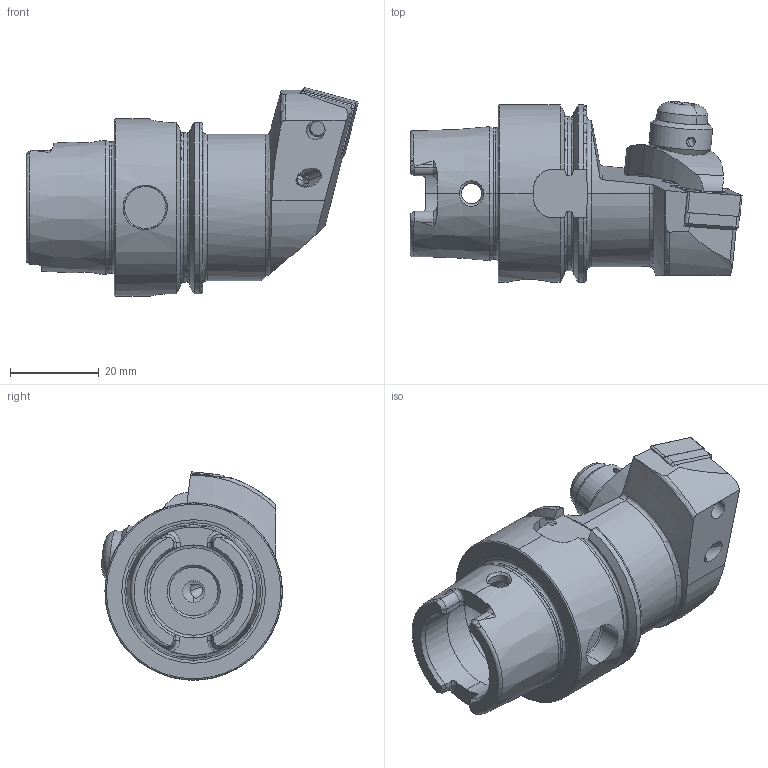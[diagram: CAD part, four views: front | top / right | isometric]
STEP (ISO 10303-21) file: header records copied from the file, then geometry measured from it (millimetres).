
FILE_DESCRIPTION (( 'STEP AP214' ), '1' );
FILE_NAME ('HA4.KSD.LBA.055.STEP', '2024-08-20T11:49:01', ( '' ), ( '' ), 'SwSTEP 2.0', 'SolidWorks 2022', '' );
FILE_SCHEMA (( 'AUTOMOTIVE_DESIGN' ));
Length unit declared in the file: millimetre
Products named in the file (10): WCC-ER5.102.012_B; HA4.KSD.LBA.055; WCC-ER3.102.024_C; ISO 13337 - 3 x 12_PreviewCfg; WCC-ER4.103.032_A; WCC-ER2.001.010_A; WSD-ER2.101.003_A; HA4-KSD.LBA.055_A_Fertigbearbeitung; SNMG120404; KVT_MB_600_040
Assembly tree (9 placements, depth 2):
  HA4.KSD.LBA.055
    HA4-KSD.LBA.055_A_Fertigbearbeitung
    WSD-ER2.101.003_A
    WCC-ER2.001.010_A
    SNMG120404
    WCC-ER3.102.024_C
    WCC-ER5.102.012_B
    WCC-ER4.103.032_A
    ISO 13337 - 3 x 12_PreviewCfg
    KVT_MB_600_040
Bounding box: 74.9 x 40.73 x 47 mm (x, y, z)
Volume: 45917.4 mm3; surface area: 18433.7 mm2
Topology: 10 solids, 10 shells, 464 faces, 1165 edges, 714 vertices
Faces by surface type: cylinder 152, plane 123, cone 109, torus 62, bspline 16, sphere 2
Entity records: 17431 total; most frequent: CARTESIAN_POINT 5042, ORIENTED_EDGE 2300, DIRECTION 2237, EDGE_CURVE 1150, AXIS2_PLACEMENT_3D 901, VERTEX_POINT 711, EDGE_LOOP 493, FACE_OUTER_BOUND 464
